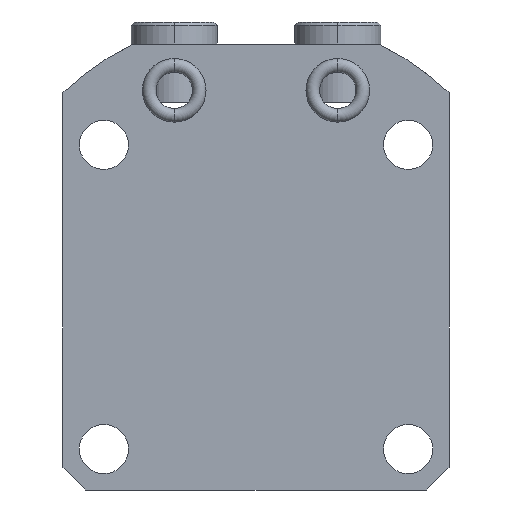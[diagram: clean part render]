
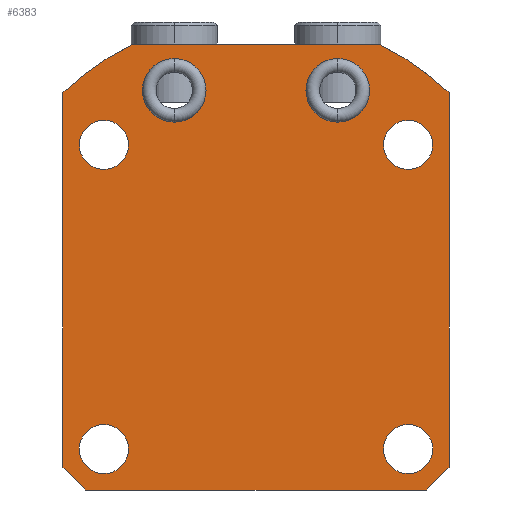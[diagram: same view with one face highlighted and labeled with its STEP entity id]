
A CAD part, front view. The second image highlights one B-rep face of the part: STEP entity #6383.
In plain terms, the highlighted planar face has unit normal (0, -1, 0).
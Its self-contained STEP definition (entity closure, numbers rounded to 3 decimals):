
#1641=CARTESIAN_POINT('',(0.,-34.,0.));
#1642=DIRECTION('',(0.,-1.,0.));
#1643=DIRECTION('',(0.686,0.,0.727));
#1644=AXIS2_PLACEMENT_3D('',#1641,#1642,#1643);
#1688=CARTESIAN_POINT('',(0.,-34.,0.));
#1689=DIRECTION('',(0.,-1.,0.));
#1690=DIRECTION('',(-0.443,0.,0.896));
#1691=AXIS2_PLACEMENT_3D('',#1688,#1689,#1690);
#2259=DIRECTION('',(0.707,0.,0.707));
#2260=VECTOR('',#2259,7.071);
#2261=CARTESIAN_POINT('',(37.5,-34.,-42.5));
#2262=LINE('',#2261,#2260);
#2266=DIRECTION('',(1.,0.,0.));
#2267=VECTOR('',#2266,75.);
#2268=CARTESIAN_POINT('',(-37.5,-34.,-42.5));
#2269=LINE('',#2268,#2267);
#2273=DIRECTION('',(0.707,0.,-0.707));
#2274=VECTOR('',#2273,7.071);
#2275=CARTESIAN_POINT('',(-42.5,-34.,-37.5));
#2276=LINE('',#2275,#2274);
#2280=DIRECTION('',(0.,0.,-1.));
#2281=VECTOR('',#2280,82.525);
#2282=CARTESIAN_POINT('',(-42.5,-34.,45.025));
#2283=LINE('',#2282,#2281);
#2287=DIRECTION('',(-1.,0.,0.));
#2288=VECTOR('',#2287,54.89);
#2289=CARTESIAN_POINT('',(27.445,-34.,55.5));
#2290=LINE('',#2289,#2288);
#2294=DIRECTION('',(0.,0.,1.));
#2295=VECTOR('',#2294,82.525);
#2296=CARTESIAN_POINT('',(42.5,-34.,-37.5));
#2297=LINE('',#2296,#2295);
#2301=CARTESIAN_POINT('',(33.5,-34.,-33.5));
#2302=DIRECTION('',(0.,1.,0.));
#2303=DIRECTION('',(1.,0.,0.));
#2304=AXIS2_PLACEMENT_3D('',#2301,#2302,#2303);
#2309=CARTESIAN_POINT('',(33.5,-34.,-33.5));
#2310=DIRECTION('',(0.,1.,0.));
#2311=DIRECTION('',(-1.,0.,0.));
#2312=AXIS2_PLACEMENT_3D('',#2309,#2310,#2311);
#2317=CARTESIAN_POINT('',(-33.5,-34.,-33.5));
#2318=DIRECTION('',(0.,1.,0.));
#2319=DIRECTION('',(1.,0.,0.));
#2320=AXIS2_PLACEMENT_3D('',#2317,#2318,#2319);
#2325=CARTESIAN_POINT('',(-33.5,-34.,-33.5));
#2326=DIRECTION('',(0.,1.,0.));
#2327=DIRECTION('',(-1.,0.,0.));
#2328=AXIS2_PLACEMENT_3D('',#2325,#2326,#2327);
#2333=CARTESIAN_POINT('',(-33.5,-34.,33.5));
#2334=DIRECTION('',(0.,1.,0.));
#2335=DIRECTION('',(1.,0.,0.));
#2336=AXIS2_PLACEMENT_3D('',#2333,#2334,#2335);
#2341=CARTESIAN_POINT('',(-33.5,-34.,33.5));
#2342=DIRECTION('',(0.,1.,0.));
#2343=DIRECTION('',(-1.,0.,0.));
#2344=AXIS2_PLACEMENT_3D('',#2341,#2342,#2343);
#2349=CARTESIAN_POINT('',(33.5,-34.,33.5));
#2350=DIRECTION('',(0.,1.,0.));
#2351=DIRECTION('',(1.,0.,0.));
#2352=AXIS2_PLACEMENT_3D('',#2349,#2350,#2351);
#2357=CARTESIAN_POINT('',(33.5,-34.,33.5));
#2358=DIRECTION('',(0.,1.,0.));
#2359=DIRECTION('',(-1.,0.,0.));
#2360=AXIS2_PLACEMENT_3D('',#2357,#2358,#2359);
#2365=CARTESIAN_POINT('',(18.,-34.,45.5));
#2366=DIRECTION('',(0.,-1.,0.));
#2367=DIRECTION('',(-1.,0.,0.));
#2368=AXIS2_PLACEMENT_3D('',#2365,#2366,#2367);
#2373=CARTESIAN_POINT('',(18.,-34.,45.5));
#2374=DIRECTION('',(0.,-1.,0.));
#2375=DIRECTION('',(1.,0.,0.));
#2376=AXIS2_PLACEMENT_3D('',#2373,#2374,#2375);
#2381=CARTESIAN_POINT('',(-18.,-34.,45.5));
#2382=DIRECTION('',(0.,1.,0.));
#2383=DIRECTION('',(1.,0.,0.));
#2384=AXIS2_PLACEMENT_3D('',#2381,#2382,#2383);
#2389=CARTESIAN_POINT('',(-18.,-34.,45.5));
#2390=DIRECTION('',(0.,1.,0.));
#2391=DIRECTION('',(-1.,0.,0.));
#2392=AXIS2_PLACEMENT_3D('',#2389,#2390,#2391);
#3950=CARTESIAN_POINT('',(42.5,-34.,45.025));
#3952=VERTEX_POINT('',#3950);
#3954=CARTESIAN_POINT('',(-42.5,-34.,45.025));
#3956=VERTEX_POINT('',#3954);
#3957=CARTESIAN_POINT('',(37.5,-34.,-42.5));
#3959=VERTEX_POINT('',#3957);
#3963=CARTESIAN_POINT('',(42.5,-34.,-37.5));
#3964=VERTEX_POINT('',#3963);
#3965=CARTESIAN_POINT('',(-42.5,-34.,-37.5));
#3967=VERTEX_POINT('',#3965);
#3971=CARTESIAN_POINT('',(-37.5,-34.,-42.5));
#3972=VERTEX_POINT('',#3971);
#3989=CARTESIAN_POINT('',(38.9,-34.,-33.5));
#3990=VERTEX_POINT('',#3989);
#3991=CARTESIAN_POINT('',(28.1,-34.,-33.5));
#3992=VERTEX_POINT('',#3991);
#3993=CARTESIAN_POINT('',(-28.1,-34.,-33.5));
#3994=VERTEX_POINT('',#3993);
#3995=CARTESIAN_POINT('',(-38.9,-34.,-33.5));
#3996=VERTEX_POINT('',#3995);
#3997=CARTESIAN_POINT('',(-28.1,-34.,33.5));
#3998=VERTEX_POINT('',#3997);
#3999=CARTESIAN_POINT('',(-38.9,-34.,33.5));
#4000=VERTEX_POINT('',#3999);
#4001=CARTESIAN_POINT('',(38.9,-34.,33.5));
#4002=VERTEX_POINT('',#4001);
#4003=CARTESIAN_POINT('',(28.1,-34.,33.5));
#4004=VERTEX_POINT('',#4003);
#4019=CARTESIAN_POINT('',(27.445,-34.,55.5));
#4020=VERTEX_POINT('',#4019);
#4029=CARTESIAN_POINT('',(-27.445,-34.,55.5));
#4030=VERTEX_POINT('',#4029);
#4057=CARTESIAN_POINT('',(11.,-34.,45.5));
#4058=CARTESIAN_POINT('',(25.,-34.,45.5));
#4059=VERTEX_POINT('',#4057);
#4060=VERTEX_POINT('',#4058);
#4101=CARTESIAN_POINT('',(-11.,-34.,45.5));
#4102=VERTEX_POINT('',#4101);
#4103=CARTESIAN_POINT('',(-25.,-34.,45.5));
#4104=VERTEX_POINT('',#4103);
#6331=CARTESIAN_POINT('',(0.,-34.,0.));
#6332=DIRECTION('',(0.,-1.,0.));
#6333=DIRECTION('',(-1.,0.,0.));
#6334=AXIS2_PLACEMENT_3D('',#6331,#6332,#6333);
#6335=PLANE('',#6334);
#6336=ORIENTED_EDGE('',*,*,#5775,.F.);
#6337=ORIENTED_EDGE('',*,*,#5792,.F.);
#6338=ORIENTED_EDGE('',*,*,#5804,.F.);
#6339=ORIENTED_EDGE('',*,*,#5820,.F.);
#6340=ORIENTED_EDGE('',*,*,#5859,.F.);
#6341=ORIENTED_EDGE('',*,*,#5912,.F.);
#6342=ORIENTED_EDGE('',*,*,#5839,.F.);
#6344=ORIENTED_EDGE('',*,*,#6343,.F.);
#6345=EDGE_LOOP('',(#6336,#6337,#6338,#6339,#6340,#6341,#6342,#6344));
#6346=FACE_OUTER_BOUND('',#6345,.F.);
#6348=ORIENTED_EDGE('',*,*,#6347,.F.);
#6350=ORIENTED_EDGE('',*,*,#6349,.F.);
#6351=EDGE_LOOP('',(#6348,#6350));
#6352=FACE_BOUND('',#6351,.F.);
#6354=ORIENTED_EDGE('',*,*,#6353,.F.);
#6356=ORIENTED_EDGE('',*,*,#6355,.F.);
#6357=EDGE_LOOP('',(#6354,#6356));
#6358=FACE_BOUND('',#6357,.F.);
#6360=ORIENTED_EDGE('',*,*,#6359,.F.);
#6362=ORIENTED_EDGE('',*,*,#6361,.F.);
#6363=EDGE_LOOP('',(#6360,#6362));
#6364=FACE_BOUND('',#6363,.F.);
#6366=ORIENTED_EDGE('',*,*,#6365,.F.);
#6368=ORIENTED_EDGE('',*,*,#6367,.F.);
#6369=EDGE_LOOP('',(#6366,#6368));
#6370=FACE_BOUND('',#6369,.F.);
#6372=ORIENTED_EDGE('',*,*,#6371,.T.);
#6374=ORIENTED_EDGE('',*,*,#6373,.T.);
#6375=EDGE_LOOP('',(#6372,#6374));
#6376=FACE_BOUND('',#6375,.F.);
#6378=ORIENTED_EDGE('',*,*,#6377,.F.);
#6380=ORIENTED_EDGE('',*,*,#6379,.F.);
#6381=EDGE_LOOP('',(#6378,#6380));
#6382=FACE_BOUND('',#6381,.F.);
#1645=CIRCLE('',#1644,61.915);
#1692=CIRCLE('',#1691,61.915);
#2305=CIRCLE('',#2304,5.4);
#2313=CIRCLE('',#2312,5.4);
#2321=CIRCLE('',#2320,5.4);
#2329=CIRCLE('',#2328,5.4);
#2337=CIRCLE('',#2336,5.4);
#2345=CIRCLE('',#2344,5.4);
#2353=CIRCLE('',#2352,5.4);
#2361=CIRCLE('',#2360,5.4);
#2369=CIRCLE('',#2368,7.);
#2377=CIRCLE('',#2376,7.);
#2385=CIRCLE('',#2384,7.);
#2393=CIRCLE('',#2392,7.);
#5775=EDGE_CURVE('',#3959,#3964,#2262,.T.);
#5792=EDGE_CURVE('',#3972,#3959,#2269,.T.);
#5804=EDGE_CURVE('',#3967,#3972,#2276,.T.);
#5820=EDGE_CURVE('',#3956,#3967,#2283,.T.);
#5839=EDGE_CURVE('',#3952,#4020,#1645,.T.);
#5859=EDGE_CURVE('',#4030,#3956,#1692,.T.);
#5912=EDGE_CURVE('',#4020,#4030,#2290,.T.);
#6343=EDGE_CURVE('',#3964,#3952,#2297,.T.);
#6347=EDGE_CURVE('',#3990,#3992,#2305,.T.);
#6349=EDGE_CURVE('',#3992,#3990,#2313,.T.);
#6353=EDGE_CURVE('',#3994,#3996,#2321,.T.);
#6355=EDGE_CURVE('',#3996,#3994,#2329,.T.);
#6359=EDGE_CURVE('',#3998,#4000,#2337,.T.);
#6361=EDGE_CURVE('',#4000,#3998,#2345,.T.);
#6365=EDGE_CURVE('',#4002,#4004,#2353,.T.);
#6367=EDGE_CURVE('',#4004,#4002,#2361,.T.);
#6371=EDGE_CURVE('',#4059,#4060,#2369,.T.);
#6373=EDGE_CURVE('',#4060,#4059,#2377,.T.);
#6377=EDGE_CURVE('',#4102,#4104,#2385,.T.);
#6379=EDGE_CURVE('',#4104,#4102,#2393,.T.);
#6383=ADVANCED_FACE('',(#6346,#6352,#6358,#6364,#6370,#6376,#6382),#6335,.T.);
